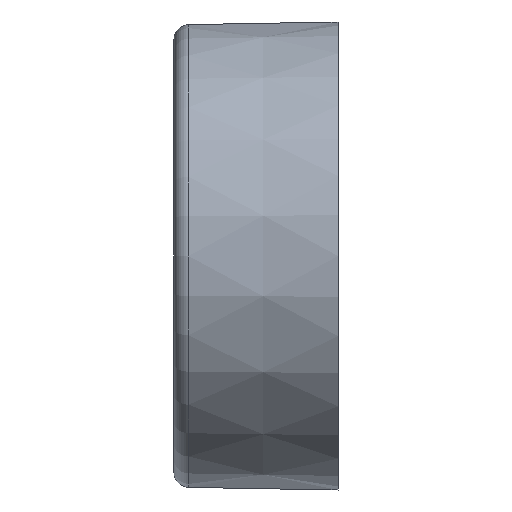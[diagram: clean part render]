
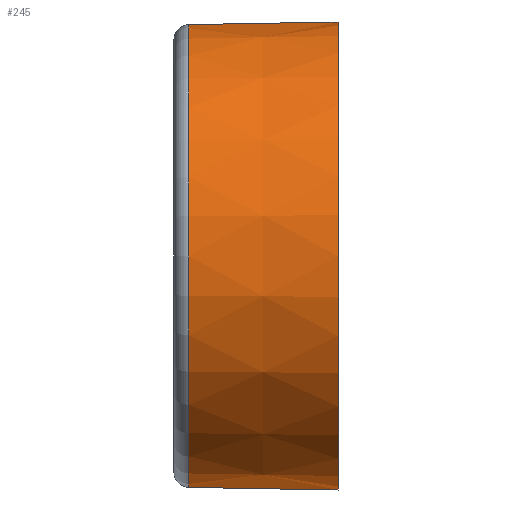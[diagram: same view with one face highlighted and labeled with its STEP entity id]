
A CAD part, left-side view. The second image highlights one B-rep face of the part: STEP entity #245.
In plain terms, the highlighted conical face has half-angle 1 degrees and reference radius 15.5 mm.
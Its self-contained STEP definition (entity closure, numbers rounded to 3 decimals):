
#6 = DIRECTION ( 'NONE',  ( 0., 0., -1. ) ) ;
#12 = EDGE_CURVE ( 'NONE', #1344, #78, #1373, .T. ) ;
#14 = CARTESIAN_POINT ( 'NONE',  ( -17.056, 0., 15.692 ) ) ;
#26 = VECTOR ( 'NONE', #556, 1000. ) ;
#78 = VERTEX_POINT ( 'NONE', #14 ) ;
#85 = CARTESIAN_POINT ( 'NONE',  ( -17.056, 10.017, 15.517 ) ) ;
#134 = DIRECTION ( 'NONE',  ( 0., 0., 1. ) ) ;
#145 = DIRECTION ( 'NONE',  ( 0., 0., 1. ) ) ;
#233 = DIRECTION ( 'NONE',  ( 0., 1., 0. ) ) ;
#245 = ADVANCED_FACE ( 'NONE', ( #875 ), #744, .T. ) ;
#321 = CARTESIAN_POINT ( 'NONE',  ( -17.056, 10.017, -15.517 ) ) ;
#324 = AXIS2_PLACEMENT_3D ( 'NONE', #1387, #531, #6 ) ;
#460 = EDGE_CURVE ( 'NONE', #874, #78, #1354, .T. ) ;
#461 = CARTESIAN_POINT ( 'NONE',  ( -17.056, 11., 0. ) ) ;
#478 = ORIENTED_EDGE ( 'NONE', *, *, #1262, .T. ) ;
#494 = ORIENTED_EDGE ( 'NONE', *, *, #1077, .T. ) ;
#498 = DIRECTION ( 'NONE',  ( 0., -1., 0.017 ) ) ;
#531 = DIRECTION ( 'NONE',  ( 0., -1., 0. ) ) ;
#556 = DIRECTION ( 'NONE',  ( 0., -1., -0.017 ) ) ;
#565 = ORIENTED_EDGE ( 'NONE', *, *, #460, .F. ) ;
#571 = DIRECTION ( 'NONE',  ( 0., -1., 0. ) ) ;
#679 = CARTESIAN_POINT ( 'NONE',  ( -17.056, 0., -15.692 ) ) ;
#700 = AXIS2_PLACEMENT_3D ( 'NONE', #461, #571, #145 ) ;
#717 = CIRCLE ( 'NONE', #324, 15.517 ) ;
#719 = EDGE_LOOP ( 'NONE', ( #565, #478, #494, #974 ) ) ;
#744 = CONICAL_SURFACE ( 'NONE', #700, 15.5, 0.017 ) ;
#759 = CARTESIAN_POINT ( 'NONE',  ( -17.056, 11., -15.5 ) ) ;
#781 = LINE ( 'NONE', #759, #26 ) ;
#874 = VERTEX_POINT ( 'NONE', #85 ) ;
#875 = FACE_OUTER_BOUND ( 'NONE', #719, .T. ) ;
#903 = AXIS2_PLACEMENT_3D ( 'NONE', #1096, #233, #134 ) ;
#949 = VECTOR ( 'NONE', #498, 1000. ) ;
#974 = ORIENTED_EDGE ( 'NONE', *, *, #12, .T. ) ;
#1077 = EDGE_CURVE ( 'NONE', #1265, #1344, #781, .T. ) ;
#1096 = CARTESIAN_POINT ( 'NONE',  ( -17.056, 0., 0. ) ) ;
#1249 = CARTESIAN_POINT ( 'NONE',  ( -17.056, 11., 15.5 ) ) ;
#1262 = EDGE_CURVE ( 'NONE', #874, #1265, #717, .T. ) ;
#1265 = VERTEX_POINT ( 'NONE', #321 ) ;
#1344 = VERTEX_POINT ( 'NONE', #679 ) ;
#1354 = LINE ( 'NONE', #1249, #949 ) ;
#1373 = CIRCLE ( 'NONE', #903, 15.692 ) ;
#1387 = CARTESIAN_POINT ( 'NONE',  ( -17.056, 10.017, 0. ) ) ;
